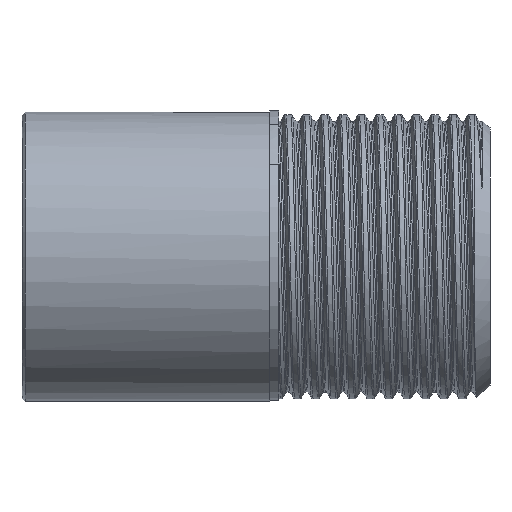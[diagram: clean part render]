
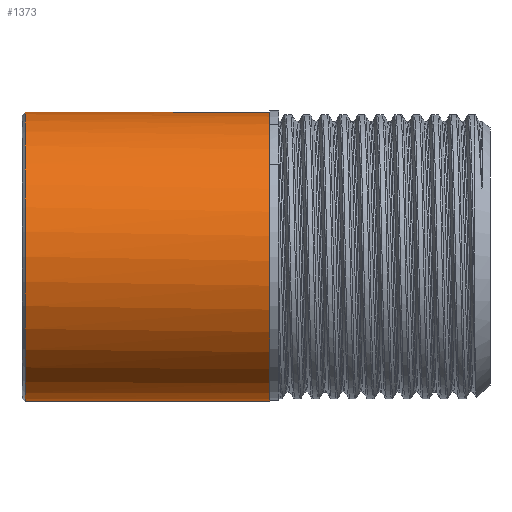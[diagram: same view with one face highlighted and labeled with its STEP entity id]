
A CAD part, left-side view. The second image highlights one B-rep face of the part: STEP entity #1373.
In plain terms, the highlighted cylindrical face has radius 15.75 mm (diameter 31.5 mm), a full revolution.
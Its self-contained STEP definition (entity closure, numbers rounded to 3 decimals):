
#84=FACE_OUTER_BOUND('',#158,.T.);
#158=EDGE_LOOP('',(#1067,#1068,#1069,#1070,#1071,#1072));
#209=CIRCLE('',#1458,15.75);
#210=CIRCLE('',#1459,15.75);
#212=CIRCLE('',#1462,15.75);
#213=CIRCLE('',#1465,15.75);
#365=LINE('',#7810,#444);
#444=VECTOR('',#1669,15.75);
#563=VERTEX_POINT('',#7756);
#566=VERTEX_POINT('',#7786);
#568=VERTEX_POINT('',#7800);
#569=VERTEX_POINT('',#7808);
#745=EDGE_CURVE('',#566,#568,#209,.T.);
#746=EDGE_CURVE('',#568,#563,#210,.T.);
#748=EDGE_CURVE('',#563,#566,#212,.T.);
#749=EDGE_CURVE('',#569,#569,#213,.T.);
#750=EDGE_CURVE('',#569,#568,#365,.T.);
#1067=ORIENTED_EDGE('',*,*,#749,.F.);
#1068=ORIENTED_EDGE('',*,*,#750,.T.);
#1069=ORIENTED_EDGE('',*,*,#746,.T.);
#1070=ORIENTED_EDGE('',*,*,#748,.T.);
#1071=ORIENTED_EDGE('',*,*,#745,.T.);
#1072=ORIENTED_EDGE('',*,*,#750,.F.);
#1312=CYLINDRICAL_SURFACE('',#1464,15.75);
#1373=ADVANCED_FACE('',(#84),#1312,.T.);
#1458=AXIS2_PLACEMENT_3D('',#7801,#1653,#1654);
#1459=AXIS2_PLACEMENT_3D('',#7802,#1655,#1656);
#1462=AXIS2_PLACEMENT_3D('',#7805,#1661,#1662);
#1464=AXIS2_PLACEMENT_3D('',#7807,#1665,#1666);
#1465=AXIS2_PLACEMENT_3D('',#7809,#1667,#1668);
#1653=DIRECTION('center_axis',(0.,1.,0.));
#1654=DIRECTION('ref_axis',(-1.,0.,0.));
#1655=DIRECTION('center_axis',(0.,1.,0.));
#1656=DIRECTION('ref_axis',(-1.,0.,0.));
#1661=DIRECTION('center_axis',(0.,1.,0.));
#1662=DIRECTION('ref_axis',(-1.,0.,0.));
#1665=DIRECTION('center_axis',(0.,-1.,0.));
#1666=DIRECTION('ref_axis',(-1.,0.,0.));
#1667=DIRECTION('center_axis',(0.,1.,0.));
#1668=DIRECTION('ref_axis',(-1.,0.,0.));
#1669=DIRECTION('',(0.,-1.,0.));
#7756=CARTESIAN_POINT('',(-10.557,141.,11.688));
#7786=CARTESIAN_POINT('',(10.557,141.,11.688));
#7800=CARTESIAN_POINT('',(15.75,141.,0.));
#7801=CARTESIAN_POINT('Origin',(0.,141.,0.));
#7802=CARTESIAN_POINT('Origin',(0.,141.,0.));
#7805=CARTESIAN_POINT('Origin',(0.,141.,0.));
#7807=CARTESIAN_POINT('Origin',(0.,168.,0.));
#7808=CARTESIAN_POINT('',(15.75,167.661,0.));
#7809=CARTESIAN_POINT('Origin',(0.,167.661,0.));
#7810=CARTESIAN_POINT('',(15.75,168.,0.));
